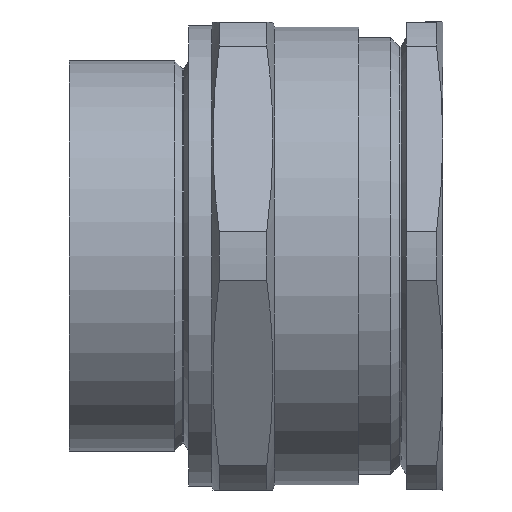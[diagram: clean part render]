
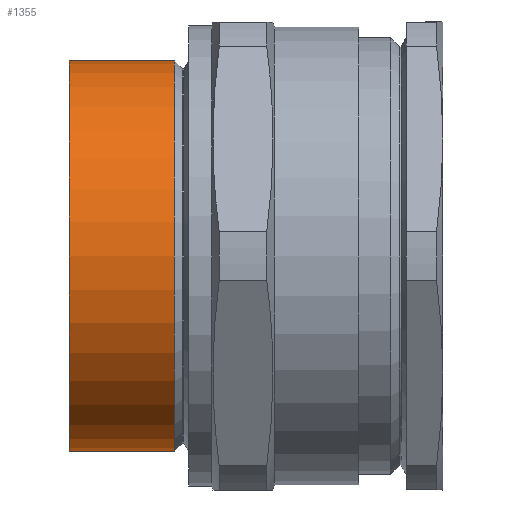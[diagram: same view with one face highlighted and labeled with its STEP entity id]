
A CAD part, front view. The second image highlights one B-rep face of the part: STEP entity #1355.
In plain terms, the highlighted cylindrical face has radius 25 mm (diameter 50 mm), a partial arc.
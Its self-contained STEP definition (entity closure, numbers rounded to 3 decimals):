
#125 = ORIENTED_EDGE ( 'NONE', *, *, #890, .T. ) ;
#143 = CIRCLE ( 'NONE', #1660, 25. ) ;
#198 = AXIS2_PLACEMENT_3D ( 'NONE', #1999, #1839, #311 ) ;
#222 = EDGE_LOOP ( 'NONE', ( #836, #1473, #125, #688 ) ) ;
#311 = DIRECTION ( 'NONE',  ( 0., 0., -1. ) ) ;
#360 = AXIS2_PLACEMENT_3D ( 'NONE', #1649, #633, #970 ) ;
#540 = DIRECTION ( 'NONE',  ( 1., 0., 0. ) ) ;
#601 = CARTESIAN_POINT ( 'NONE',  ( 0., 0., 25. ) ) ;
#614 = DIRECTION ( 'NONE',  ( 1., 0., 0. ) ) ;
#633 = DIRECTION ( 'NONE',  ( 1., 0., 0. ) ) ;
#688 = ORIENTED_EDGE ( 'NONE', *, *, #907, .F. ) ;
#700 = VECTOR ( 'NONE', #540, 1000. ) ;
#836 = ORIENTED_EDGE ( 'NONE', *, *, #1222, .F. ) ;
#889 = CARTESIAN_POINT ( 'NONE',  ( 13.5, 0., 25. ) ) ;
#890 = EDGE_CURVE ( 'NONE', #1454, #1627, #997, .T. ) ;
#907 = EDGE_CURVE ( 'NONE', #1040, #1627, #1322, .T. ) ;
#970 = DIRECTION ( 'NONE',  ( 0., 0., -1. ) ) ;
#997 = LINE ( 'NONE', #1121, #700 ) ;
#1040 = VERTEX_POINT ( 'NONE', #889 ) ;
#1118 = CARTESIAN_POINT ( 'NONE',  ( 0., 0., -25. ) ) ;
#1121 = CARTESIAN_POINT ( 'NONE',  ( 37.1, 0., -25. ) ) ;
#1209 = EDGE_CURVE ( 'NONE', #2100, #1454, #143, .T. ) ;
#1222 = EDGE_CURVE ( 'NONE', #2100, #1040, #1386, .T. ) ;
#1279 = CARTESIAN_POINT ( 'NONE',  ( 37.1, 0., 25. ) ) ;
#1283 = DIRECTION ( 'NONE',  ( 1., 0., 0. ) ) ;
#1301 = CARTESIAN_POINT ( 'NONE',  ( 0., 0., 0. ) ) ;
#1322 = CIRCLE ( 'NONE', #198, 25. ) ;
#1355 = ADVANCED_FACE ( 'NONE', ( #1693 ), #1775, .T. ) ;
#1386 = LINE ( 'NONE', #1279, #1540 ) ;
#1454 = VERTEX_POINT ( 'NONE', #1118 ) ;
#1473 = ORIENTED_EDGE ( 'NONE', *, *, #1209, .T. ) ;
#1540 = VECTOR ( 'NONE', #614, 1000. ) ;
#1627 = VERTEX_POINT ( 'NONE', #1933 ) ;
#1649 = CARTESIAN_POINT ( 'NONE',  ( 37.1, 0., 0. ) ) ;
#1660 = AXIS2_PLACEMENT_3D ( 'NONE', #1301, #1283, #2115 ) ;
#1693 = FACE_OUTER_BOUND ( 'NONE', #222, .T. ) ;
#1775 = CYLINDRICAL_SURFACE ( 'NONE', #360, 25. ) ;
#1839 = DIRECTION ( 'NONE',  ( 1., 0., 0. ) ) ;
#1933 = CARTESIAN_POINT ( 'NONE',  ( 13.5, 0., -25. ) ) ;
#1999 = CARTESIAN_POINT ( 'NONE',  ( 13.5, 0., 0. ) ) ;
#2100 = VERTEX_POINT ( 'NONE', #601 ) ;
#2115 = DIRECTION ( 'NONE',  ( 0., 0., -1. ) ) ;
